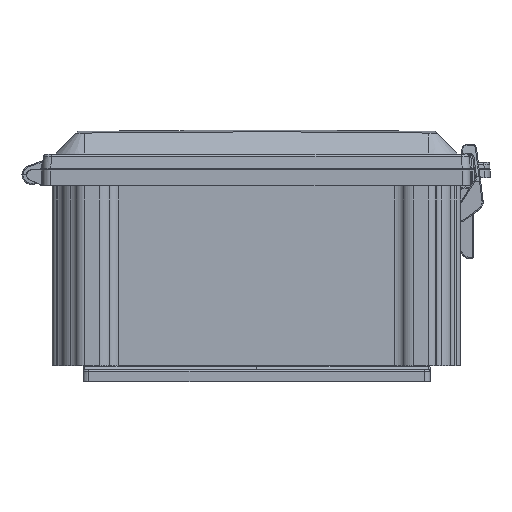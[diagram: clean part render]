
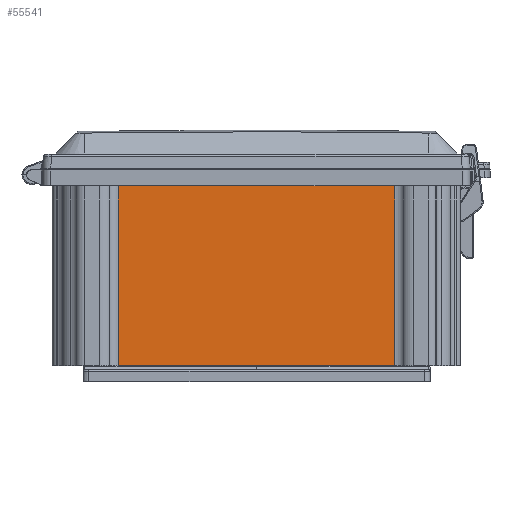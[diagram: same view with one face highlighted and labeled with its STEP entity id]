
A CAD part, front view. The second image highlights one B-rep face of the part: STEP entity #55541.
In plain terms, the highlighted planar face has unit normal (0, -1, 0).
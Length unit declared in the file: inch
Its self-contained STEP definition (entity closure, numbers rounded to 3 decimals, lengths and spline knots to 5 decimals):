
#1916 = ORIENTED_EDGE ( 'NONE', *, *, #19573, .F. ) ;
#5513 = DIRECTION ( 'NONE',  ( 0., 1., 0. ) ) ;
#9500 = CARTESIAN_POINT ( 'NONE',  ( 4.33965, -7.1149, 1.99177 ) ) ;
#11513 = PLANE ( 'NONE',  #34858 ) ;
#11719 = EDGE_CURVE ( 'NONE', #62395, #67233, #56602, .T. ) ;
#12564 = CARTESIAN_POINT ( 'NONE',  ( -4.33965, -7.1149, -3.64823 ) ) ;
#12696 = FACE_OUTER_BOUND ( 'NONE', #25692, .T. ) ;
#13919 = VERTEX_POINT ( 'NONE', #44610 ) ;
#14171 = CARTESIAN_POINT ( 'NONE',  ( 4.33965, -7.1149, -3.64823 ) ) ;
#17670 = LINE ( 'NONE', #41843, #70292 ) ;
#18235 = ORIENTED_EDGE ( 'NONE', *, *, #63478, .F. ) ;
#19573 = EDGE_CURVE ( 'NONE', #13919, #73160, #31999, .T. ) ;
#19783 = VECTOR ( 'NONE', #69146, 39.37008 ) ;
#25692 = EDGE_LOOP ( 'NONE', ( #49022, #63262, #18235, #1916 ) ) ;
#31999 = LINE ( 'NONE', #14171, #76945 ) ;
#34858 = AXIS2_PLACEMENT_3D ( 'NONE', #59893, #5513, #35706 ) ;
#35706 = DIRECTION ( 'NONE',  ( -1., 0., 0. ) ) ;
#41843 = CARTESIAN_POINT ( 'NONE',  ( 4.33965, -7.1149, -23.22938 ) ) ;
#44293 = CARTESIAN_POINT ( 'NONE',  ( 4.33965, -7.1149, 1.99177 ) ) ;
#44610 = CARTESIAN_POINT ( 'NONE',  ( 4.33965, -7.1149, -3.64823 ) ) ;
#49022 = ORIENTED_EDGE ( 'NONE', *, *, #55809, .T. ) ;
#50911 = LINE ( 'NONE', #63969, #19783 ) ;
#55541 = ADVANCED_FACE ( 'NONE', ( #12696 ), #11513, .F. ) ;
#55809 = EDGE_CURVE ( 'NONE', #13919, #62395, #17670, .T. ) ;
#56602 = LINE ( 'NONE', #44293, #58094 ) ;
#58094 = VECTOR ( 'NONE', #69691, 39.37008 ) ;
#59258 = CARTESIAN_POINT ( 'NONE',  ( -4.33965, -7.1149, 1.99177 ) ) ;
#59893 = CARTESIAN_POINT ( 'NONE',  ( 4.33965, -7.1149, -23.22938 ) ) ;
#62395 = VERTEX_POINT ( 'NONE', #9500 ) ;
#63262 = ORIENTED_EDGE ( 'NONE', *, *, #11719, .T. ) ;
#63478 = EDGE_CURVE ( 'NONE', #73160, #67233, #50911, .T. ) ;
#63969 = CARTESIAN_POINT ( 'NONE',  ( -4.33965, -7.1149, -23.22938 ) ) ;
#66431 = DIRECTION ( 'NONE',  ( 0., 0., 1. ) ) ;
#67233 = VERTEX_POINT ( 'NONE', #59258 ) ;
#67697 = DIRECTION ( 'NONE',  ( -1., 0., 0. ) ) ;
#69146 = DIRECTION ( 'NONE',  ( 0., 0., 1. ) ) ;
#69691 = DIRECTION ( 'NONE',  ( -1., 0., 0. ) ) ;
#70292 = VECTOR ( 'NONE', #66431, 39.37008 ) ;
#73160 = VERTEX_POINT ( 'NONE', #12564 ) ;
#76945 = VECTOR ( 'NONE', #67697, 39.37008 ) ;
